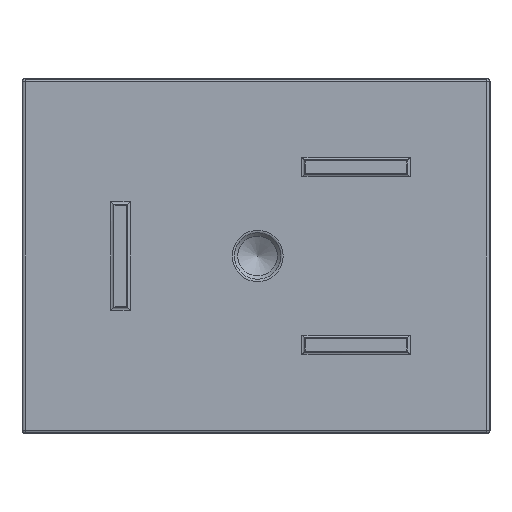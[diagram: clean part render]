
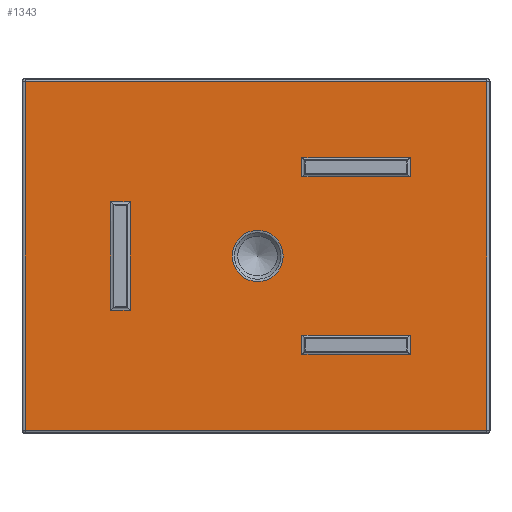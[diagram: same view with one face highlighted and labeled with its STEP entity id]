
A CAD part, front view. The second image highlights one B-rep face of the part: STEP entity #1343.
In plain terms, the highlighted planar face has unit normal (0, -1, 0).
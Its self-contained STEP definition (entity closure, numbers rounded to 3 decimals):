
#84=CIRCLE('',#1437,1.583);
#147=PLANE('',#1436);
#186=VERTEX_POINT('',#2021);
#187=VERTEX_POINT('',#2023);
#188=VERTEX_POINT('',#2026);
#194=VERTEX_POINT('',#2044);
#195=VERTEX_POINT('',#2046);
#196=VERTEX_POINT('',#2047);
#197=VERTEX_POINT('',#2049);
#198=VERTEX_POINT('',#2051);
#199=VERTEX_POINT('',#2054);
#200=VERTEX_POINT('',#2055);
#201=VERTEX_POINT('',#2057);
#202=VERTEX_POINT('',#2059);
#203=VERTEX_POINT('',#2062);
#204=VERTEX_POINT('',#2063);
#205=VERTEX_POINT('',#2065);
#206=VERTEX_POINT('',#2067);
#207=VERTEX_POINT('',#2070);
#309=VECTOR('',#1602,1.);
#311=VECTOR('',#1606,1.);
#317=VECTOR('',#1621,1.);
#318=VECTOR('',#1622,1.);
#319=VECTOR('',#1623,1.);
#320=VECTOR('',#1624,1.);
#321=VECTOR('',#1625,1.);
#322=VECTOR('',#1626,1.);
#323=VECTOR('',#1627,1.);
#324=VECTOR('',#1628,1.);
#325=VECTOR('',#1629,1.);
#326=VECTOR('',#1630,1.);
#327=VECTOR('',#1631,1.);
#328=VECTOR('',#1632,1.);
#329=VECTOR('',#1633,1.);
#330=VECTOR('',#1634,1.);
#413=LINE('',#2022,#309);
#415=LINE('',#2027,#311);
#421=LINE('',#2045,#317);
#422=LINE('',#2048,#318);
#423=LINE('',#2050,#319);
#424=LINE('',#2052,#320);
#425=LINE('',#2053,#321);
#426=LINE('',#2056,#322);
#427=LINE('',#2058,#323);
#428=LINE('',#2060,#324);
#429=LINE('',#2061,#325);
#430=LINE('',#2064,#326);
#431=LINE('',#2066,#327);
#432=LINE('',#2068,#328);
#433=LINE('',#2069,#329);
#434=LINE('',#2071,#330);
#521=EDGE_CURVE('',#186,#187,#413,.T.);
#525=EDGE_CURVE('',#188,#186,#415,.T.);
#533=EDGE_CURVE('',#194,#194,#84,.T.);
#534=EDGE_CURVE('',#195,#196,#421,.T.);
#535=EDGE_CURVE('',#197,#195,#422,.T.);
#536=EDGE_CURVE('',#198,#197,#423,.T.);
#537=EDGE_CURVE('',#196,#198,#424,.T.);
#538=EDGE_CURVE('',#199,#200,#425,.T.);
#539=EDGE_CURVE('',#201,#199,#426,.T.);
#540=EDGE_CURVE('',#202,#201,#427,.T.);
#541=EDGE_CURVE('',#200,#202,#428,.T.);
#542=EDGE_CURVE('',#203,#204,#429,.T.);
#543=EDGE_CURVE('',#205,#203,#430,.T.);
#544=EDGE_CURVE('',#206,#205,#431,.T.);
#545=EDGE_CURVE('',#204,#206,#432,.T.);
#546=EDGE_CURVE('',#207,#188,#433,.T.);
#547=EDGE_CURVE('',#187,#207,#434,.T.);
#745=ORIENTED_EDGE('',*,*,#533,.F.);
#746=ORIENTED_EDGE('',*,*,#534,.F.);
#747=ORIENTED_EDGE('',*,*,#535,.F.);
#748=ORIENTED_EDGE('',*,*,#536,.F.);
#749=ORIENTED_EDGE('',*,*,#537,.F.);
#750=ORIENTED_EDGE('',*,*,#538,.F.);
#751=ORIENTED_EDGE('',*,*,#539,.F.);
#752=ORIENTED_EDGE('',*,*,#540,.F.);
#753=ORIENTED_EDGE('',*,*,#541,.F.);
#754=ORIENTED_EDGE('',*,*,#542,.F.);
#755=ORIENTED_EDGE('',*,*,#543,.F.);
#756=ORIENTED_EDGE('',*,*,#544,.F.);
#757=ORIENTED_EDGE('',*,*,#545,.F.);
#758=ORIENTED_EDGE('',*,*,#546,.F.);
#759=ORIENTED_EDGE('',*,*,#547,.F.);
#760=ORIENTED_EDGE('',*,*,#521,.F.);
#761=ORIENTED_EDGE('',*,*,#525,.F.);
#1140=EDGE_LOOP('',(#745));
#1141=EDGE_LOOP('',(#746,#747,#748,#749));
#1142=EDGE_LOOP('',(#750,#751,#752,#753));
#1143=EDGE_LOOP('',(#754,#755,#756,#757));
#1144=EDGE_LOOP('',(#758,#759,#760,#761));
#1242=FACE_BOUND('',#1140,.T.);
#1243=FACE_BOUND('',#1141,.T.);
#1244=FACE_BOUND('',#1142,.T.);
#1245=FACE_BOUND('',#1143,.T.);
#1246=FACE_BOUND('',#1144,.T.);
#1343=ADVANCED_FACE('',(#1242,#1243,#1244,#1245,#1246),#147,.F.);
#1436=AXIS2_PLACEMENT_3D('',#2042,#1618,$);
#1437=AXIS2_PLACEMENT_3D('',#2043,#1619,#1620);
#1602=DIRECTION('',(0.,0.,1.));
#1606=DIRECTION('',(1.,0.,0.));
#1618=DIRECTION('',(0.,1.,0.));
#1619=DIRECTION('',(0.,-1.,0.));
#1620=DIRECTION('',(-1.583,0.,0.));
#1621=DIRECTION('',(1.,0.,0.));
#1622=DIRECTION('',(0.,0.,-1.));
#1623=DIRECTION('',(-1.,0.,0.));
#1624=DIRECTION('',(0.,0.,1.));
#1625=DIRECTION('',(0.,0.,-1.));
#1626=DIRECTION('',(1.,0.,0.));
#1627=DIRECTION('',(0.,0.,1.));
#1628=DIRECTION('',(-1.,0.,0.));
#1629=DIRECTION('',(-1.,0.,0.));
#1630=DIRECTION('',(0.,0.,1.));
#1631=DIRECTION('',(1.,0.,0.));
#1632=DIRECTION('',(0.,0.,-1.));
#1633=DIRECTION('',(0.,0.,-1.));
#1634=DIRECTION('',(-1.,0.,0.));
#2021=CARTESIAN_POINT('',(9.55,0.,-6.1));
#2022=CARTESIAN_POINT('',(9.55,0.,-6.1));
#2023=CARTESIAN_POINT('',(9.55,0.,-4.9));
#2026=CARTESIAN_POINT('',(2.85,0.,-6.1));
#2027=CARTESIAN_POINT('',(2.85,0.,-6.1));
#2042=CARTESIAN_POINT('',(-14.5,0.,11.));
#2043=CARTESIAN_POINT('',(0.1,0.,0.));
#2044=CARTESIAN_POINT('',(1.683,0.,0.));
#2045=CARTESIAN_POINT('',(2.85,0.,4.9));
#2046=CARTESIAN_POINT('',(2.85,0.,4.9));
#2047=CARTESIAN_POINT('',(9.55,0.,4.9));
#2048=CARTESIAN_POINT('',(2.85,0.,6.1));
#2049=CARTESIAN_POINT('',(2.85,0.,6.1));
#2050=CARTESIAN_POINT('',(9.55,0.,6.1));
#2051=CARTESIAN_POINT('',(9.55,0.,6.1));
#2052=CARTESIAN_POINT('',(9.55,0.,4.9));
#2053=CARTESIAN_POINT('',(14.3,0.,10.8));
#2054=CARTESIAN_POINT('',(14.3,0.,10.8));
#2055=CARTESIAN_POINT('',(14.3,0.,-10.8));
#2056=CARTESIAN_POINT('',(-14.3,0.,10.8));
#2057=CARTESIAN_POINT('',(-14.3,0.,10.8));
#2058=CARTESIAN_POINT('',(-14.3,0.,-10.8));
#2059=CARTESIAN_POINT('',(-14.3,0.,-10.8));
#2060=CARTESIAN_POINT('',(14.3,0.,-10.8));
#2061=CARTESIAN_POINT('',(-7.8,0.,3.35));
#2062=CARTESIAN_POINT('',(-7.8,0.,3.35));
#2063=CARTESIAN_POINT('',(-9.,0.,3.35));
#2064=CARTESIAN_POINT('',(-7.8,0.,-3.35));
#2065=CARTESIAN_POINT('',(-7.8,0.,-3.35));
#2066=CARTESIAN_POINT('',(-9.,0.,-3.35));
#2067=CARTESIAN_POINT('',(-9.,0.,-3.35));
#2068=CARTESIAN_POINT('',(-9.,0.,3.35));
#2069=CARTESIAN_POINT('',(2.85,0.,-4.9));
#2070=CARTESIAN_POINT('',(2.85,0.,-4.9));
#2071=CARTESIAN_POINT('',(9.55,0.,-4.9));
